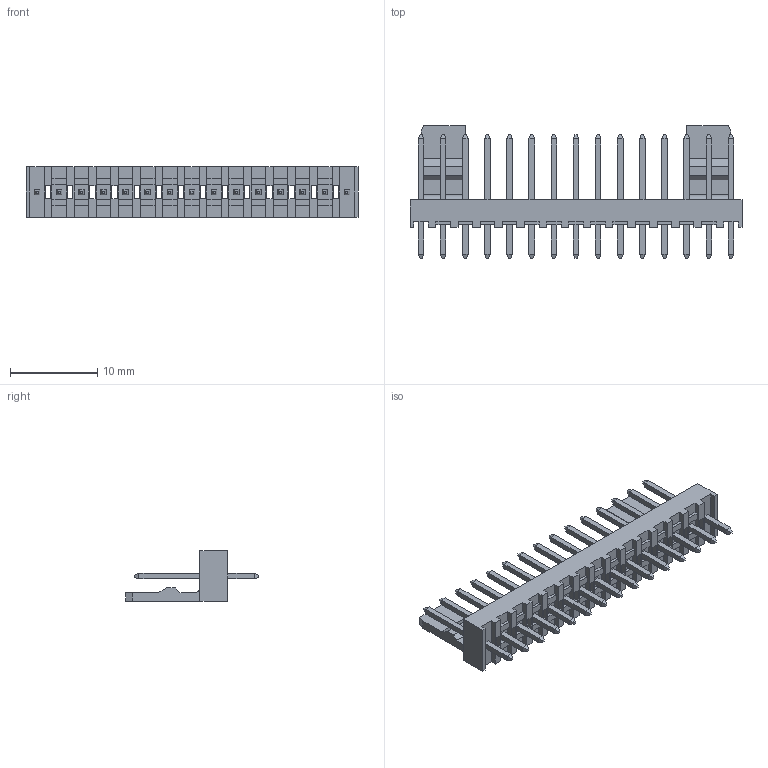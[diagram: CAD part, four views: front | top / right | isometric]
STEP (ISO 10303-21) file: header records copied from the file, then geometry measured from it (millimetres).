
FILE_DESCRIPTION(('STEP AP242'),'1');
FILE_NAME('0022272151.stp','2024-12-24T11:17:56',('TraceParts'),('TraceParts S.A.'),'Spatial InterOp 3D',' ',' ');
FILE_SCHEMA(('AP242_MANAGED_MODEL_BASED_3D_ENGINEERING_MIM_LF {1 0 10303 442 1 1 4}'));
Length unit declared in the file: millimetre
Products named in the file (1): 0022272151_1
Bounding box: 38.1 x 15.26 x 5.8 mm (x, y, z)
Volume: 740.9 mm3; surface area: 1615.7 mm2
Topology: 1 solids, 1 shells, 516 faces, 1362 edges, 908 vertices
Faces by surface type: plane 514, cylinder 2
Entity records: 15538 total; most frequent: CARTESIAN_POINT 2728, ORIENTED_EDGE 2664, DIRECTION 2432, EDGE_CURVE 1332, LINE 1328, VECTOR 1328, VERTEX_POINT 848, EDGE_LOOP 574
